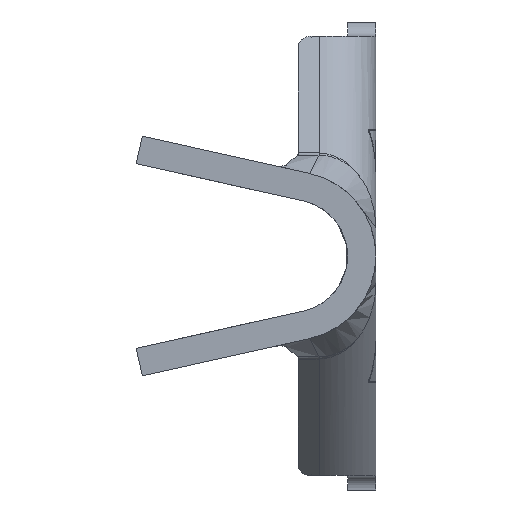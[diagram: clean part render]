
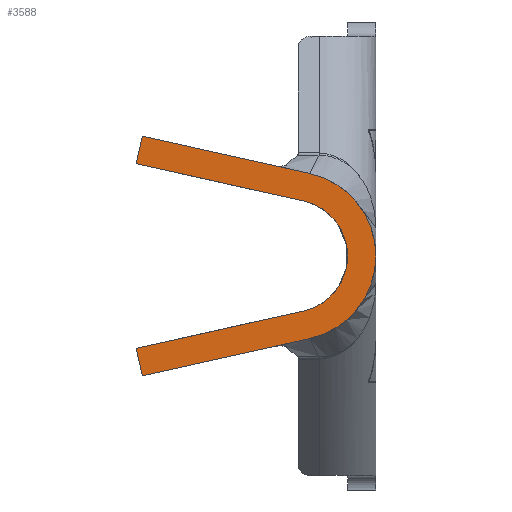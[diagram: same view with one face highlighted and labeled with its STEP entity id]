
A CAD part, left-side view. The second image highlights one B-rep face of the part: STEP entity #3588.
In plain terms, the highlighted planar face has unit normal (-1, 0, 0).
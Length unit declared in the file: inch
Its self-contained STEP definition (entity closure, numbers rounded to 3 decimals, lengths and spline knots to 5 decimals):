
#32 = EDGE_CURVE ( 'NONE', #350, #2173, #66, .T. ) ;
#66 = LINE ( 'NONE', #2345, #4570 ) ;
#203 = CARTESIAN_POINT ( 'NONE',  ( -0.439, 0.06, 0. ) ) ;
#268 = ORIENTED_EDGE ( 'NONE', *, *, #1034, .F. ) ;
#347 = EDGE_CURVE ( 'NONE', #2496, #350, #6604, .T. ) ;
#350 = VERTEX_POINT ( 'NONE', #7062 ) ;
#437 = CARTESIAN_POINT ( 'NONE',  ( -0.439, 0.16565, 0.085 ) ) ;
#545 = FACE_OUTER_BOUND ( 'NONE', #4276, .T. ) ;
#665 = CARTESIAN_POINT ( 'NONE',  ( -0.439, 0.06, 0. ) ) ;
#824 = LINE ( 'NONE', #3106, #4790 ) ;
#921 = CARTESIAN_POINT ( 'NONE',  ( -0.439, 0.17, 0.06548 ) ) ;
#1034 = EDGE_CURVE ( 'NONE', #7194, #3302, #1580, .T. ) ;
#1446 = LINE ( 'NONE', #3735, #5516 ) ;
#1458 = VECTOR ( 'NONE', #7128, 39.37008 ) ;
#1580 = LINE ( 'NONE', #3871, #5284 ) ;
#1604 = VERTEX_POINT ( 'NONE', #437 ) ;
#1624 = LINE ( 'NONE', #3908, #4091 ) ;
#2173 = VERTEX_POINT ( 'NONE', #921 ) ;
#2257 = DIRECTION ( 'NONE',  ( 0., 0., -1. ) ) ;
#2345 = CARTESIAN_POINT ( 'NONE',  ( -0.439, 0.0513, 0.03904 ) ) ;
#2407 = AXIS2_PLACEMENT_3D ( 'NONE', #203, #2482, #4775 ) ;
#2482 = DIRECTION ( 'NONE',  ( -1., 0., 0. ) ) ;
#2496 = VERTEX_POINT ( 'NONE', #7256 ) ;
#2550 = LINE ( 'NONE', #4842, #1458 ) ;
#2828 = PLANE ( 'NONE',  #4595 ) ;
#2845 = ORIENTED_EDGE ( 'NONE', *, *, #32, .F. ) ;
#3106 = CARTESIAN_POINT ( 'NONE',  ( -0.439, 0.0513, -0.03904 ) ) ;
#3302 = VERTEX_POINT ( 'NONE', #5196 ) ;
#3382 = AXIS2_PLACEMENT_3D ( 'NONE', #665, #4675, #6966 ) ;
#3588 = ADVANCED_FACE ( 'NONE', ( #545 ), #2828, .F. ) ;
#3705 = ORIENTED_EDGE ( 'NONE', *, *, #4385, .F. ) ;
#3735 = CARTESIAN_POINT ( 'NONE',  ( -0.439, 0.04696, 0.05857 ) ) ;
#3871 = CARTESIAN_POINT ( 'NONE',  ( -0.439, 0.17, -0.06548 ) ) ;
#3908 = CARTESIAN_POINT ( 'NONE',  ( -0.439, 0.04696, -0.05857 ) ) ;
#4091 = VECTOR ( 'NONE', #6201, 39.37008 ) ;
#4276 = EDGE_LOOP ( 'NONE', ( #7192, #4518, #6569, #2845, #6298, #7161, #268, #3705 ) ) ;
#4385 = EDGE_CURVE ( 'NONE', #6558, #7194, #1624, .T. ) ;
#4438 = CARTESIAN_POINT ( 'NONE',  ( -0.439, 0.04696, 0.05857 ) ) ;
#4514 = EDGE_CURVE ( 'NONE', #2173, #1604, #2550, .T. ) ;
#4518 = ORIENTED_EDGE ( 'NONE', *, *, #7033, .F. ) ;
#4570 = VECTOR ( 'NONE', #4637, 39.37008 ) ;
#4595 = AXIS2_PLACEMENT_3D ( 'NONE', #5115, #7399, #2257 ) ;
#4637 = DIRECTION ( 'NONE',  ( 0., 0.976, 0.217 ) ) ;
#4675 = DIRECTION ( 'NONE',  ( 1., 0., 0. ) ) ;
#4682 = CARTESIAN_POINT ( 'NONE',  ( -0.439, 0.04696, -0.05857 ) ) ;
#4775 = DIRECTION ( 'NONE',  ( 0., 0., -1. ) ) ;
#4790 = VECTOR ( 'NONE', #5403, 39.37008 ) ;
#4842 = CARTESIAN_POINT ( 'NONE',  ( -0.439, 0.17, 0.06548 ) ) ;
#5115 = CARTESIAN_POINT ( 'NONE',  ( -0.439, 0.06, 0. ) ) ;
#5196 = CARTESIAN_POINT ( 'NONE',  ( -0.439, 0.17, -0.06548 ) ) ;
#5284 = VECTOR ( 'NONE', #6161, 39.37008 ) ;
#5380 = EDGE_CURVE ( 'NONE', #6269, #6558, #6619, .T. ) ;
#5403 = DIRECTION ( 'NONE',  ( 0., -0.976, 0.217 ) ) ;
#5516 = VECTOR ( 'NONE', #6026, 39.37008 ) ;
#6026 = DIRECTION ( 'NONE',  ( 0., -0.976, -0.217 ) ) ;
#6161 = DIRECTION ( 'NONE',  ( 0., 0.217, 0.976 ) ) ;
#6201 = DIRECTION ( 'NONE',  ( 0., 0.976, -0.217 ) ) ;
#6269 = VERTEX_POINT ( 'NONE', #4438 ) ;
#6298 = ORIENTED_EDGE ( 'NONE', *, *, #347, .F. ) ;
#6346 = CARTESIAN_POINT ( 'NONE',  ( -0.439, 0.16565, -0.085 ) ) ;
#6398 = EDGE_CURVE ( 'NONE', #3302, #2496, #824, .T. ) ;
#6558 = VERTEX_POINT ( 'NONE', #4682 ) ;
#6569 = ORIENTED_EDGE ( 'NONE', *, *, #4514, .F. ) ;
#6604 = CIRCLE ( 'NONE', #2407, 0.04 ) ;
#6619 = CIRCLE ( 'NONE', #3382, 0.06 ) ;
#6966 = DIRECTION ( 'NONE',  ( 0., 0., -1. ) ) ;
#7033 = EDGE_CURVE ( 'NONE', #1604, #6269, #1446, .T. ) ;
#7062 = CARTESIAN_POINT ( 'NONE',  ( -0.439, 0.0513, 0.03904 ) ) ;
#7128 = DIRECTION ( 'NONE',  ( 0., -0.217, 0.976 ) ) ;
#7161 = ORIENTED_EDGE ( 'NONE', *, *, #6398, .F. ) ;
#7192 = ORIENTED_EDGE ( 'NONE', *, *, #5380, .F. ) ;
#7194 = VERTEX_POINT ( 'NONE', #6346 ) ;
#7256 = CARTESIAN_POINT ( 'NONE',  ( -0.439, 0.0513, -0.03904 ) ) ;
#7399 = DIRECTION ( 'NONE',  ( 1., 0., 0. ) ) ;
